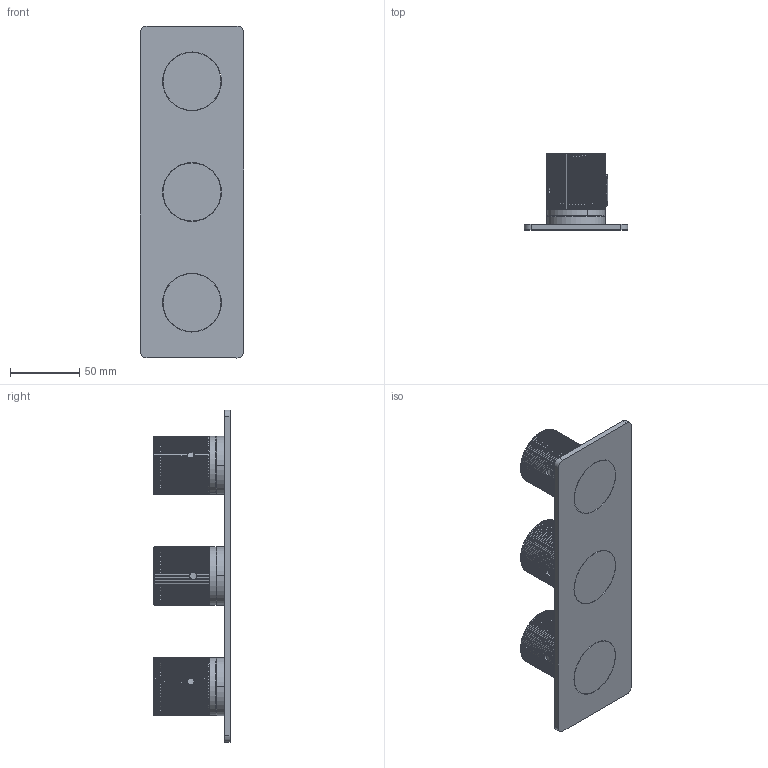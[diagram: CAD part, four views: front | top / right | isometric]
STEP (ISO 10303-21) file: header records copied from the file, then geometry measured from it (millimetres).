
FILE_DESCRIPTION((''),'2;1');
FILE_NAME('64690-91_ASM','2023-07-16T12:35:35',('dell'),(''),'CREO PARAMETRIC BY PTC INC, 2019224','CREO PARAMETRIC BY PTC INC, 2019224','');
FILE_SCHEMA(('CONFIG_CONTROL_DESIGN'));
Products named in the file (7): 64690-91; 64671-04; 64671-01; 64671-02; 64671-03; 64671-T_ASM; 64690-91_ASM
Assembly tree (7 placements, depth 3):
  64690-91_ASM
    64690-91
    64671-04  x2
    64671-T_ASM
      64671-01
      64671-02
      64671-03
Bounding box: 75.05 x 55 x 240.01 mm (x, y, z)
Volume: 313766.5 mm3; surface area: 85722.6 mm2
Topology: 8 solids, 14 shells, 1734 faces, 4731 edges, 3023 vertices
Faces by surface type: cylinder 682, plane 612, torus 389, bspline 33, cone 12, sphere 4, extrusion 2
Entity records: 61305 total; most frequent: CARTESIAN_POINT 30895, ORIENTED_EDGE 6761, DIRECTION 5860, EDGE_CURVE 3390, VERTEX_POINT 2193, AXIS2_PLACEMENT_3D 2111, VECTOR 1638, LINE 1636
